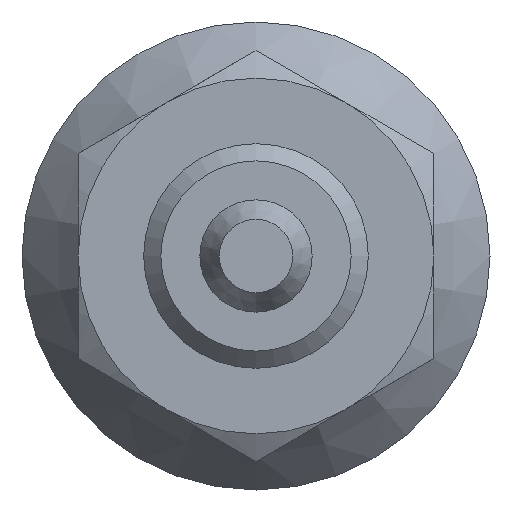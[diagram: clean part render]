
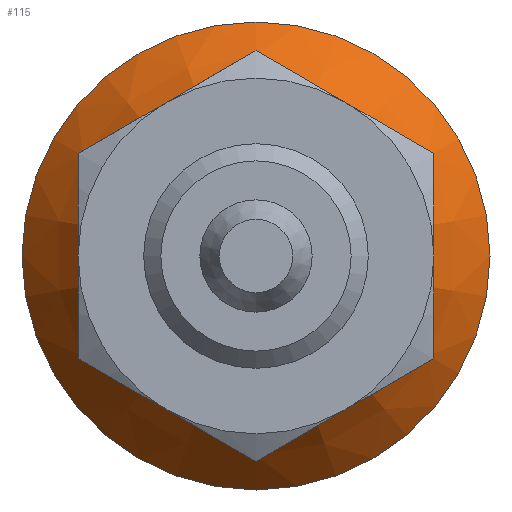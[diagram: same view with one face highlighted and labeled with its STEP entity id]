
A CAD part, front view. The second image highlights one B-rep face of the part: STEP entity #115.
In plain terms, the highlighted conical face has half-angle 37.4 degrees and reference radius 12.5 mm.
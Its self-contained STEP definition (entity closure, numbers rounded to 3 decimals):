
#115 = ADVANCED_FACE( '', ( #254, #255 ), #256, .T. );
#254 = FACE_BOUND( '', #413, .T. );
#255 = FACE_OUTER_BOUND( '', #414, .T. );
#256 = CONICAL_SURFACE( '', #415, 12.5, 0.653 );
#413 = EDGE_LOOP( '', ( #664 ) );
#414 = EDGE_LOOP( '', ( #665 ) );
#415 = AXIS2_PLACEMENT_3D( '', #666, #667, #668 );
#664 = ORIENTED_EDGE( '', *, *, #931, .F. );
#665 = ORIENTED_EDGE( '', *, *, #867, .T. );
#666 = CARTESIAN_POINT( '', ( 0., 15.894, 0. ) );
#667 = DIRECTION( '', ( 0., 1., 0. ) );
#668 = DIRECTION( '', ( 0., 0., 1. ) );
#867 = EDGE_CURVE( '', #1015, #1015, #1016, .T. );
#931 = EDGE_CURVE( '', #1112, #1112, #1113, .T. );
#1015 = VERTEX_POINT( '', #1246 );
#1016 = CIRCLE( '', #1247, 12.5 );
#1112 = VERTEX_POINT( '', #1426 );
#1113 = CIRCLE( '', #1427, 7. );
#1246 = CARTESIAN_POINT( '', ( 0., 15.894, -12.5 ) );
#1247 = AXIS2_PLACEMENT_3D( '', #1557, #1558, #1559 );
#1426 = CARTESIAN_POINT( '', ( 0., 8.7, -7. ) );
#1427 = AXIS2_PLACEMENT_3D( '', #1636, #1637, #1638 );
#1557 = CARTESIAN_POINT( '', ( 0., 15.894, 0. ) );
#1558 = DIRECTION( '', ( 0., -1., 0. ) );
#1559 = DIRECTION( '', ( 0., 0., -1. ) );
#1636 = CARTESIAN_POINT( '', ( 0., 8.7, 0. ) );
#1637 = DIRECTION( '', ( 0., -1., 0. ) );
#1638 = DIRECTION( '', ( 0., 0., -1. ) );
